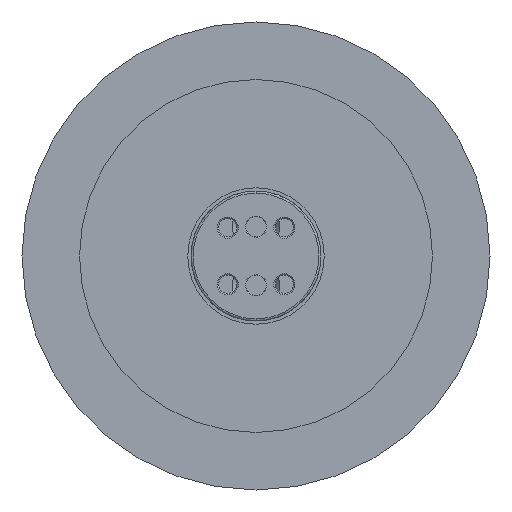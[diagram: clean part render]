
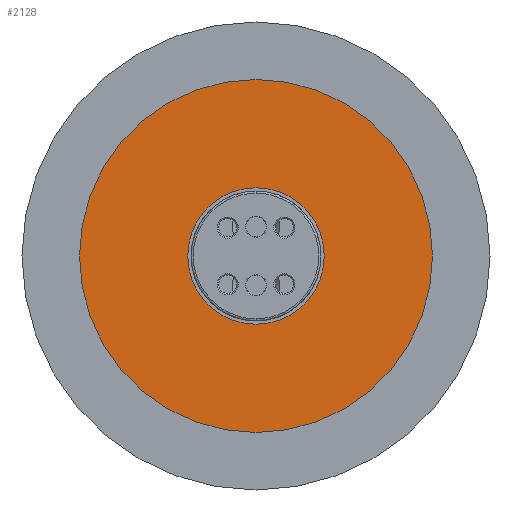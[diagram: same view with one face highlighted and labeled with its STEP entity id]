
A CAD part, front view. The second image highlights one B-rep face of the part: STEP entity #2128.
In plain terms, the highlighted planar face has unit normal (0, -1, 0).
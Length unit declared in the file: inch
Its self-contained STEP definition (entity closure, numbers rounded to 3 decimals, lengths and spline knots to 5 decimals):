
#595 = VERTEX_POINT ( 'NONE', #6229 ) ;
#749 = VERTEX_POINT ( 'NONE', #6055 ) ;
#751 = VERTEX_POINT ( 'NONE', #6053 ) ;
#850 = VERTEX_POINT ( 'NONE', #5976 ) ;
#943 = CARTESIAN_POINT ( 'NONE',  ( 0., 0.005, 0. ) ) ;
#953 = DIRECTION ( 'NONE',  ( 0., -1., 0. ) ) ;
#963 = DIRECTION ( 'NONE',  ( 0., 0., 1. ) ) ;
#1011 = CIRCLE ( 'NONE', #1809, 0.815 ) ;
#1318 = EDGE_CURVE ( 'NONE', #850, #595, #1011, .T. ) ;
#1626 = EDGE_CURVE ( 'NONE', #751, #749, #7104, .T. ) ;
#1699 = EDGE_CURVE ( 'NONE', #749, #751, #4070, .T. ) ;
#1809 = AXIS2_PLACEMENT_3D ( 'NONE', #2104, #2103, #2102 ) ;
#1824 = EDGE_CURVE ( 'NONE', #595, #850, #4521, .T. ) ;
#2102 = DIRECTION ( 'NONE',  ( 0., 0., 1. ) ) ;
#2103 = DIRECTION ( 'NONE',  ( 0., -1., 0. ) ) ;
#2104 = CARTESIAN_POINT ( 'NONE',  ( 0., 0.005, 0. ) ) ;
#2128 = ADVANCED_FACE ( 'NONE', ( #2519, #2517 ), #5625, .T. ) ;
#2470 = CARTESIAN_POINT ( 'NONE',  ( 0., 0.005, 0. ) ) ;
#2483 = DIRECTION ( 'NONE',  ( 0., 1., 0. ) ) ;
#2494 = DIRECTION ( 'NONE',  ( 0., 0., 1. ) ) ;
#2517 = FACE_BOUND ( 'NONE', #6909, .T. ) ;
#2519 = FACE_OUTER_BOUND ( 'NONE', #7033, .T. ) ;
#2948 = ORIENTED_EDGE ( 'NONE', *, *, #1699, .T. ) ;
#2952 = ORIENTED_EDGE ( 'NONE', *, *, #1626, .T. ) ;
#2961 = ORIENTED_EDGE ( 'NONE', *, *, #1318, .T. ) ;
#2979 = ORIENTED_EDGE ( 'NONE', *, *, #1824, .T. ) ;
#4070 = CIRCLE ( 'NONE', #4664, 0.31496 ) ;
#4521 = CIRCLE ( 'NONE', #4631, 0.815 ) ;
#4571 = AXIS2_PLACEMENT_3D ( 'NONE', #5627, #5623, #5622 ) ;
#4631 = AXIS2_PLACEMENT_3D ( 'NONE', #943, #953, #963 ) ;
#4664 = AXIS2_PLACEMENT_3D ( 'NONE', #2470, #2483, #2494 ) ;
#4753 = AXIS2_PLACEMENT_3D ( 'NONE', #5535, #5525, #5519 ) ;
#5519 = DIRECTION ( 'NONE',  ( 0., 0., 1. ) ) ;
#5525 = DIRECTION ( 'NONE',  ( 0., 1., 0. ) ) ;
#5535 = CARTESIAN_POINT ( 'NONE',  ( 0., 0.005, 0. ) ) ;
#5622 = DIRECTION ( 'NONE',  ( 0., 0., -1. ) ) ;
#5623 = DIRECTION ( 'NONE',  ( 0., -1., 0. ) ) ;
#5625 = PLANE ( 'NONE',  #4571 ) ;
#5627 = CARTESIAN_POINT ( 'NONE',  ( -0.18459, 0.005, -0.28254 ) ) ;
#5976 = CARTESIAN_POINT ( 'NONE',  ( 0., 0.005, -0.815 ) ) ;
#6053 = CARTESIAN_POINT ( 'NONE',  ( 0., 0.005, 0.31496 ) ) ;
#6055 = CARTESIAN_POINT ( 'NONE',  ( 0., 0.005, -0.31496 ) ) ;
#6229 = CARTESIAN_POINT ( 'NONE',  ( 0., 0.005, 0.815 ) ) ;
#6909 = EDGE_LOOP ( 'NONE', ( #2952, #2948 ) ) ;
#7033 = EDGE_LOOP ( 'NONE', ( #2979, #2961 ) ) ;
#7104 = CIRCLE ( 'NONE', #4753, 0.31496 ) ;
